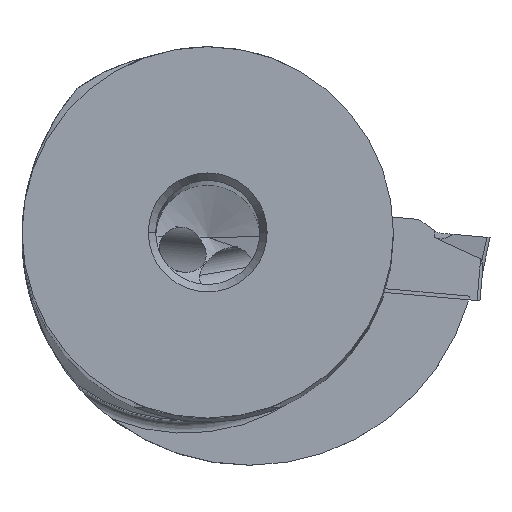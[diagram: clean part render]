
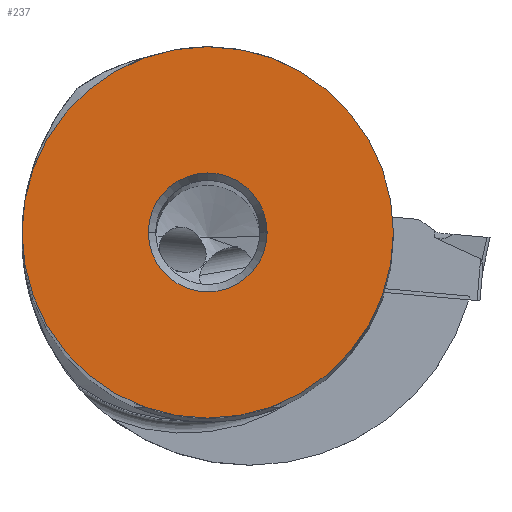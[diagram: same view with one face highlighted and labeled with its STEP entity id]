
A CAD part, top view. The second image highlights one B-rep face of the part: STEP entity #237.
In plain terms, the highlighted planar face has unit normal (0, 0, 1).
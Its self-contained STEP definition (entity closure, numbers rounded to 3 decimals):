
#60=FACE_BOUND('',#548,.T.);
#61=FACE_BOUND('',#549,.T.);
#237=ADVANCED_FACE('',(#60,#61),#328,.F.);
#328=PLANE('',#2953);
#548=EDGE_LOOP('',(#1049,#1050));
#549=EDGE_LOOP('',(#1051,#1052));
#1049=ORIENTED_EDGE('',*,*,#1896,.F.);
#1050=ORIENTED_EDGE('',*,*,#1903,.F.);
#1051=ORIENTED_EDGE('',*,*,#1908,.F.);
#1052=ORIENTED_EDGE('',*,*,#1909,.F.);
#1566=VERTEX_POINT('',#5350);
#1567=VERTEX_POINT('',#5351);
#1576=VERTEX_POINT('',#5374);
#1577=VERTEX_POINT('',#5375);
#1896=EDGE_CURVE('',#1566,#1567,#2266,.T.);
#1903=EDGE_CURVE('',#1567,#1566,#2267,.T.);
#1908=EDGE_CURVE('',#1576,#1577,#2268,.T.);
#1909=EDGE_CURVE('',#1577,#1576,#2269,.T.);
#2266=CIRCLE('',#2943,12.5);
#2267=CIRCLE('',#2947,12.5);
#2268=CIRCLE('',#2951,4.);
#2269=CIRCLE('',#2952,4.);
#2943=AXIS2_PLACEMENT_3D('',#5349,#3430,#3431);
#2947=AXIS2_PLACEMENT_3D('',#5363,#3442,#3443);
#2951=AXIS2_PLACEMENT_3D('',#5373,#3452,#3453);
#2952=AXIS2_PLACEMENT_3D('',#5376,#3454,#3455);
#2953=AXIS2_PLACEMENT_3D('',#5377,#3456,#3457);
#3430=DIRECTION('',(0.,0.,-1.));
#3431=DIRECTION('',(1.,0.,0.));
#3442=DIRECTION('',(0.,0.,-1.));
#3443=DIRECTION('',(-1.,0.,0.));
#3452=DIRECTION('',(0.,0.,1.));
#3453=DIRECTION('',(1.,0.,0.));
#3454=DIRECTION('',(0.,0.,1.));
#3455=DIRECTION('',(-1.,0.,0.));
#3456=DIRECTION('',(0.,0.,-1.));
#3457=DIRECTION('',(-1.,0.,0.));
#5349=CARTESIAN_POINT('',(0.,0.,0.));
#5350=CARTESIAN_POINT('',(12.5,0.,0.));
#5351=CARTESIAN_POINT('',(-12.5,0.,0.));
#5363=CARTESIAN_POINT('',(0.,0.,0.));
#5373=CARTESIAN_POINT('',(0.,0.,0.));
#5374=CARTESIAN_POINT('',(4.,0.,0.));
#5375=CARTESIAN_POINT('',(-4.,0.,0.));
#5376=CARTESIAN_POINT('',(0.,0.,0.));
#5377=CARTESIAN_POINT('',(0.,0.,0.));
